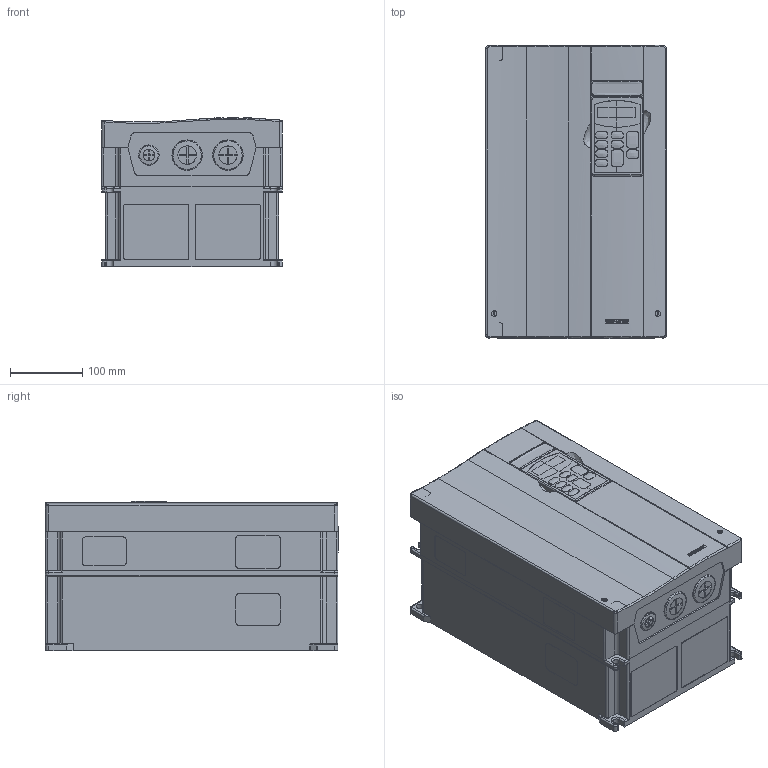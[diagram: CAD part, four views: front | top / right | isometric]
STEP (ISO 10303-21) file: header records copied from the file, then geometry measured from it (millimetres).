
FILE_DESCRIPTION (( 'STEP AP214' ), '1' );
FILE_NAME ('GS3-4020.step', '2014-07-21T20:33:24', ( '' ), ( '' ), 'SwSTEP 2.0', 'SolidWorks 2013', '' );
FILE_SCHEMA (( 'AUTOMOTIVE_DESIGN' ));
Length unit declared in the file: inch
Products named in the file (1): GS3-4020
Bounding box: 249.94 x 404.83 x 206.17 mm (x, y, z)
Volume: 19639725 mm3; surface area: 579331.7 mm2
Topology: 1 solids, 1 shells, 996 faces, 2620 edges, 1692 vertices
Faces by surface type: plane 493, cylinder 253, bspline 183, torus 53, cone 8, sphere 6
Entity records: 57902 total; most frequent: CARTESIAN_POINT 23842, ORIENTED_EDGE 5232, DIRECTION 4238, EDGE_CURVE 2616, VERTEX_POINT 1692, LINE 1568, VECTOR 1568, AXIS2_PLACEMENT_3D 1335
